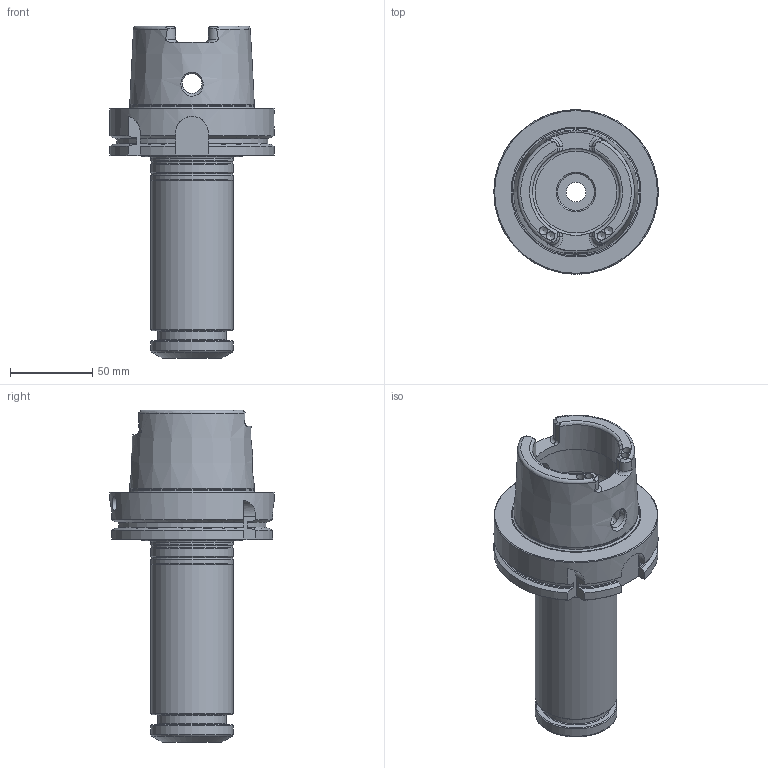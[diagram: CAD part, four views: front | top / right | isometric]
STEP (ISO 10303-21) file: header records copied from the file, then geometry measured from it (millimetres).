
FILE_DESCRIPTION(/* description */ (''),/* implementation_level */ '2;1');
FILE_NAME(/* name */ '450073280.stp',/* time_stamp */ '2021-01-08T12:24:49',/* author */ ('LRA'),/* organization */ ('REGO-FIX'),/* preprocessor_version */ ' Unknown',/* originating_system */ 'SIEMENS PLM Software Solid Edge ST10',/* authorization */ 'Unknown');
FILE_SCHEMA (('AUTOMOTIVE_DESIGN { 1 0 10303 214 2 1 1}'));
Length unit declared in the file: millimetre
Products named in the file (1): NOCUT
Bounding box: 100 x 100 x 202 mm (x, y, z)
Volume: 430546.7 mm3; surface area: 78758 mm2
Topology: 1 solids, 1 shells, 150 faces, 385 edges, 243 vertices
Faces by surface type: cylinder 42, cone 40, plane 39, torus 29
Full cylindrical faces by diameter (mm): 5 x4, 8.5 x1, 10 x1, 12 x3, 22.376 x1, 25 x1, 33 x1, 42 x1, 50 x2, 50.5 x3, 53 x2, 63 x1, 75.459 x1, 100 x1
Entity records: 5341 total; most frequent: CARTESIAN_POINT 1077, DIRECTION 664, ORIENTED_EDGE 582, AXIS2_PLACEMENT_3D 292, EDGE_CURVE 291, FACE_BOUND 232, EDGE_LOOP 228, VERTEX_POINT 219
